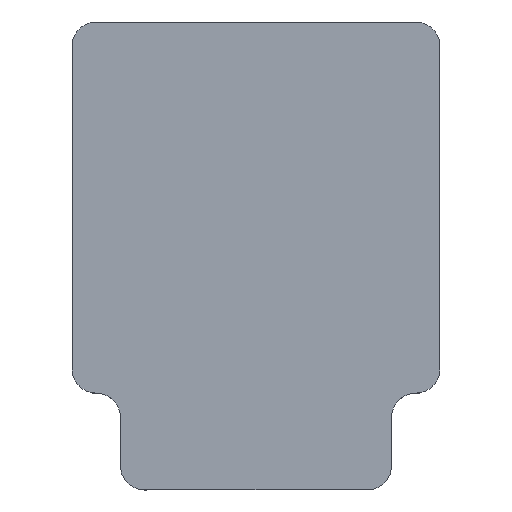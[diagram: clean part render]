
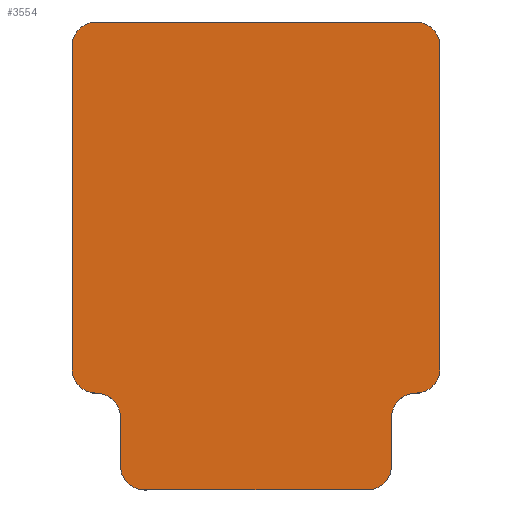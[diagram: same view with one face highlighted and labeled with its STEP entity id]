
A CAD part, top view. The second image highlights one B-rep face of the part: STEP entity #3554.
In plain terms, the highlighted planar face has unit normal (0, 0, 1).
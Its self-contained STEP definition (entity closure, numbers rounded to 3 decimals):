
#164=CIRCLE('',#3853,0.75);
#165=CIRCLE('',#3854,0.75);
#166=CIRCLE('',#3855,0.75);
#167=CIRCLE('',#3856,0.75);
#168=CIRCLE('',#3857,0.75);
#169=CIRCLE('',#3858,0.75);
#170=CIRCLE('',#3859,0.75);
#171=CIRCLE('',#3860,0.75);
#1052=ORIENTED_EDGE('',*,*,#1616,.F.);
#1053=ORIENTED_EDGE('',*,*,#1633,.T.);
#1054=ORIENTED_EDGE('',*,*,#1634,.T.);
#1055=ORIENTED_EDGE('',*,*,#1630,.F.);
#1056=ORIENTED_EDGE('',*,*,#1635,.T.);
#1057=ORIENTED_EDGE('',*,*,#1627,.F.);
#1058=ORIENTED_EDGE('',*,*,#1636,.T.);
#1059=ORIENTED_EDGE('',*,*,#1624,.F.);
#1060=ORIENTED_EDGE('',*,*,#1637,.T.);
#1061=ORIENTED_EDGE('',*,*,#1638,.T.);
#1062=ORIENTED_EDGE('',*,*,#1621,.F.);
#1063=ORIENTED_EDGE('',*,*,#1639,.T.);
#1064=ORIENTED_EDGE('',*,*,#1618,.F.);
#1065=ORIENTED_EDGE('',*,*,#1640,.T.);
#1616=EDGE_CURVE('',#1970,#1971,#2358,.T.);
#1618=EDGE_CURVE('',#1972,#1973,#2360,.T.);
#1621=EDGE_CURVE('',#1974,#1975,#2363,.T.);
#1624=EDGE_CURVE('',#1976,#1977,#2366,.T.);
#1627=EDGE_CURVE('',#1978,#1979,#2369,.T.);
#1630=EDGE_CURVE('',#1980,#1981,#2372,.T.);
#1633=EDGE_CURVE('',#1970,#1982,#164,.F.);
#1634=EDGE_CURVE('',#1982,#1981,#165,.T.);
#1635=EDGE_CURVE('',#1980,#1979,#166,.F.);
#1636=EDGE_CURVE('',#1978,#1977,#167,.F.);
#1637=EDGE_CURVE('',#1976,#1983,#168,.T.);
#1638=EDGE_CURVE('',#1983,#1975,#169,.F.);
#1639=EDGE_CURVE('',#1974,#1973,#170,.F.);
#1640=EDGE_CURVE('',#1972,#1971,#171,.F.);
#1970=VERTEX_POINT('',#5803);
#1971=VERTEX_POINT('',#5805);
#1972=VERTEX_POINT('',#5809);
#1973=VERTEX_POINT('',#5810);
#1974=VERTEX_POINT('',#5815);
#1975=VERTEX_POINT('',#5816);
#1976=VERTEX_POINT('',#5821);
#1977=VERTEX_POINT('',#5822);
#1978=VERTEX_POINT('',#5827);
#1979=VERTEX_POINT('',#5828);
#1980=VERTEX_POINT('',#5833);
#1981=VERTEX_POINT('',#5834);
#1982=VERTEX_POINT('',#5839);
#1983=VERTEX_POINT('',#5844);
#2358=LINE('',#5804,#2766);
#2360=LINE('',#5808,#2768);
#2363=LINE('',#5814,#2771);
#2366=LINE('',#5820,#2774);
#2369=LINE('',#5826,#2777);
#2372=LINE('',#5832,#2780);
#2766=VECTOR('',#4707,1000.);
#2768=VECTOR('',#4711,1000.);
#2771=VECTOR('',#4716,1000.);
#2774=VECTOR('',#4721,1000.);
#2777=VECTOR('',#4726,1000.);
#2780=VECTOR('',#4731,1000.);
#2998=EDGE_LOOP('',(#1052,#1053,#1054,#1055,#1056,#1057,#1058,#1059,#1060,
#1061,#1062,#1063,#1064,#1065));
#3208=FACE_BOUND('',#2998,.T.);
#3369=PLANE('',#3852);
#3554=ADVANCED_FACE('',(#3208),#3369,.F.);
#3852=AXIS2_PLACEMENT_3D('',#5837,#4734,#4735);
#3853=AXIS2_PLACEMENT_3D('',#5838,#4736,#4737);
#3854=AXIS2_PLACEMENT_3D('',#5840,#4738,#4739);
#3855=AXIS2_PLACEMENT_3D('',#5841,#4740,#4741);
#3856=AXIS2_PLACEMENT_3D('',#5842,#4742,#4743);
#3857=AXIS2_PLACEMENT_3D('',#5843,#4744,#4745);
#3858=AXIS2_PLACEMENT_3D('',#5845,#4746,#4747);
#3859=AXIS2_PLACEMENT_3D('',#5846,#4748,#4749);
#3860=AXIS2_PLACEMENT_3D('',#5847,#4750,#4751);
#4707=DIRECTION('',(0.,-1.,0.));
#4711=DIRECTION('',(-1.,0.,0.));
#4716=DIRECTION('',(0.,1.,0.));
#4721=DIRECTION('',(0.,1.,0.));
#4726=DIRECTION('',(1.,0.,0.));
#4731=DIRECTION('',(0.,-1.,0.));
#4734=DIRECTION('',(0.,0.,-1.));
#4735=DIRECTION('',(-1.,0.,0.));
#4736=DIRECTION('',(0.,0.,-1.));
#4737=DIRECTION('',(-1.,0.,0.));
#4738=DIRECTION('',(0.,0.,-1.));
#4739=DIRECTION('',(-1.,0.,0.));
#4740=DIRECTION('',(0.,0.,-1.));
#4741=DIRECTION('',(-1.,0.,0.));
#4742=DIRECTION('',(0.,0.,-1.));
#4743=DIRECTION('',(-1.,0.,0.));
#4744=DIRECTION('',(0.,0.,-1.));
#4745=DIRECTION('',(-1.,0.,0.));
#4746=DIRECTION('',(0.,0.,-1.));
#4747=DIRECTION('',(-1.,0.,0.));
#4748=DIRECTION('',(0.,0.,-1.));
#4749=DIRECTION('',(-1.,0.,0.));
#4750=DIRECTION('',(0.,0.,-1.));
#4751=DIRECTION('',(-1.,0.,0.));
#5803=CARTESIAN_POINT('',(5.7,5.,0.98));
#5804=CARTESIAN_POINT('',(5.7,5.75,0.98));
#5805=CARTESIAN_POINT('',(5.7,-5.,0.98));
#5808=CARTESIAN_POINT('',(5.7,-5.75,0.98));
#5809=CARTESIAN_POINT('',(4.95,-5.75,0.98));
#5810=CARTESIAN_POINT('',(-4.95,-5.75,0.98));
#5814=CARTESIAN_POINT('',(-5.7,-5.75,0.98));
#5815=CARTESIAN_POINT('',(-5.7,-5.,0.98));
#5816=CARTESIAN_POINT('',(-5.7,5.,0.98));
#5820=CARTESIAN_POINT('',(-4.2,8.75,0.98));
#5821=CARTESIAN_POINT('',(-4.2,6.5,0.98));
#5822=CARTESIAN_POINT('',(-4.2,8.,0.98));
#5826=CARTESIAN_POINT('',(4.2,8.75,0.98));
#5827=CARTESIAN_POINT('',(-3.45,8.75,0.98));
#5828=CARTESIAN_POINT('',(3.45,8.75,0.98));
#5832=CARTESIAN_POINT('',(4.2,5.75,0.98));
#5833=CARTESIAN_POINT('',(4.2,8.,0.98));
#5834=CARTESIAN_POINT('',(4.2,6.5,0.98));
#5837=CARTESIAN_POINT('',(0.,0.,0.98));
#5838=CARTESIAN_POINT('',(4.95,5.,0.98));
#5839=CARTESIAN_POINT('',(4.95,5.75,0.98));
#5840=CARTESIAN_POINT('',(4.95,6.5,0.98));
#5841=CARTESIAN_POINT('',(3.45,8.,0.98));
#5842=CARTESIAN_POINT('',(-3.45,8.,0.98));
#5843=CARTESIAN_POINT('',(-4.95,6.5,0.98));
#5844=CARTESIAN_POINT('',(-4.95,5.75,0.98));
#5845=CARTESIAN_POINT('',(-4.95,5.,0.98));
#5846=CARTESIAN_POINT('',(-4.95,-5.,0.98));
#5847=CARTESIAN_POINT('',(4.95,-5.,0.98));
